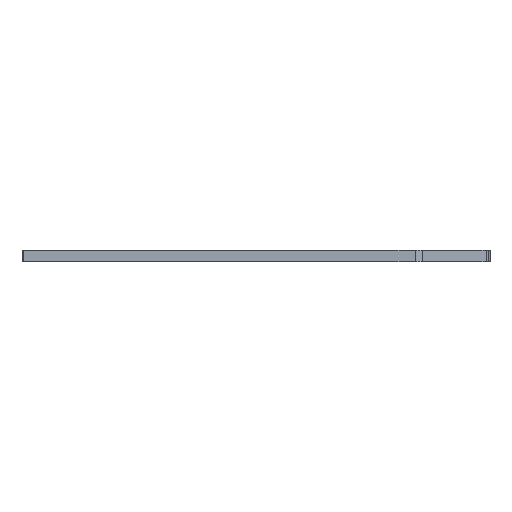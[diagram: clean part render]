
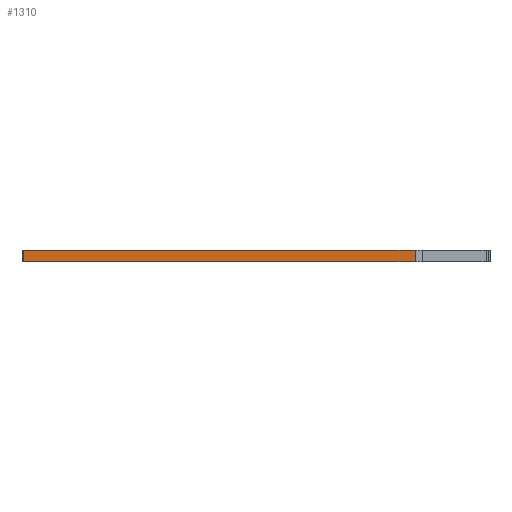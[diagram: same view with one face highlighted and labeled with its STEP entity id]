
A CAD part, left-side view. The second image highlights one B-rep face of the part: STEP entity #1310.
In plain terms, the highlighted planar face has unit normal (-1, 0, 0).
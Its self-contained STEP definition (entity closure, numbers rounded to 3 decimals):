
#103=FACE_OUTER_BOUND('',#195,.T.);
#195=EDGE_LOOP('',(#1098,#1099,#1100,#1101));
#339=LINE('',#1994,#472);
#371=LINE('',#2087,#504);
#393=LINE('',#2157,#526);
#394=LINE('',#2159,#527);
#472=VECTOR('',#1588,85.384);
#504=VECTOR('',#1676,85.384);
#526=VECTOR('',#1742,2.5);
#527=VECTOR('',#1745,2.5);
#604=VERTEX_POINT('',#1991);
#605=VERTEX_POINT('',#1993);
#637=VERTEX_POINT('',#2084);
#638=VERTEX_POINT('',#2086);
#739=EDGE_CURVE('',#604,#605,#339,.T.);
#784=EDGE_CURVE('',#638,#637,#371,.T.);
#820=EDGE_CURVE('',#637,#605,#393,.T.);
#821=EDGE_CURVE('',#638,#604,#394,.T.);
#1098=ORIENTED_EDGE('',*,*,#739,.F.);
#1099=ORIENTED_EDGE('',*,*,#821,.F.);
#1100=ORIENTED_EDGE('',*,*,#784,.T.);
#1101=ORIENTED_EDGE('',*,*,#820,.T.);
#1251=PLANE('',#1436);
#1310=ADVANCED_FACE('',(#103),#1251,.T.);
#1436=AXIS2_PLACEMENT_3D('',#2158,#1743,#1744);
#1588=DIRECTION('',(0.,1.,0.));
#1676=DIRECTION('',(0.,1.,0.));
#1742=DIRECTION('',(0.,0.,-1.));
#1743=DIRECTION('center_axis',(-1.,0.,0.));
#1744=DIRECTION('ref_axis',(0.,-1.,0.));
#1745=DIRECTION('',(0.,0.,-1.));
#1991=CARTESIAN_POINT('',(154.272,-93.4,-7.48));
#1993=CARTESIAN_POINT('',(154.272,-8.016,-7.48));
#1994=CARTESIAN_POINT('',(154.272,-93.4,-7.48));
#2084=CARTESIAN_POINT('',(154.272,-8.016,-4.98));
#2086=CARTESIAN_POINT('',(154.272,-93.4,-4.98));
#2087=CARTESIAN_POINT('',(154.272,-93.4,-4.98));
#2157=CARTESIAN_POINT('',(154.272,-8.016,-4.98));
#2158=CARTESIAN_POINT('Origin',(154.272,-50.708,-4.98));
#2159=CARTESIAN_POINT('',(154.272,-93.4,-4.98));
